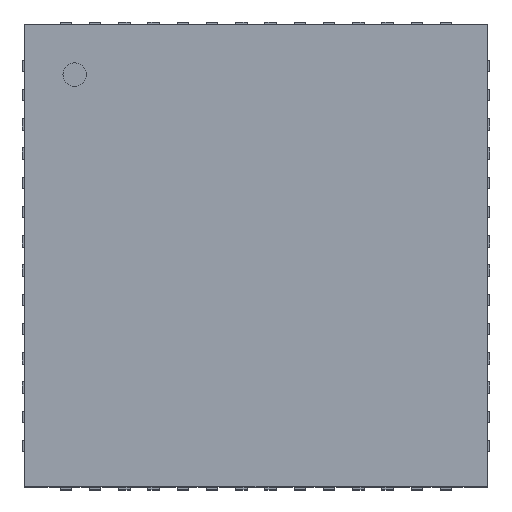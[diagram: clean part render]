
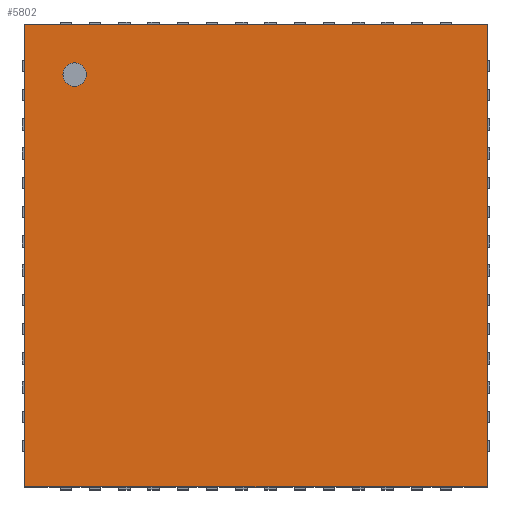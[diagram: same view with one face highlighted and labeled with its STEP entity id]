
A CAD part, top view. The second image highlights one B-rep face of the part: STEP entity #5802.
In plain terms, the highlighted planar face has unit normal (0, 0, 1).
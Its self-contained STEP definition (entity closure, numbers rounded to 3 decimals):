
#13=DIRECTION('',(0.,0.,1.));
#27=VECTOR('',#28,1.);
#28=DIRECTION('',(0.,-1.,0.));
#34=VECTOR('',#35,1.);
#35=DIRECTION('',(1.,0.,0.));
#1424=ORIENTED_EDGE('',*,*,#1425,.F.);
#1425=EDGE_CURVE('',#1426,#1428,#1430,.T.);
#1426=VERTEX_POINT('',#1427);
#1427=CARTESIAN_POINT('',(-3.95,3.95,1.1));
#1428=VERTEX_POINT('',#1429);
#1429=CARTESIAN_POINT('',(3.95,3.95,1.1));
#1430=LINE('',#1427,#34);
#1452=DIRECTION('',(0.,0.,-1.));
#1678=ORIENTED_EDGE('',*,*,#1679,.T.);
#1679=EDGE_CURVE('',#1426,#1680,#1682,.T.);
#1680=VERTEX_POINT('',#1681);
#1681=CARTESIAN_POINT('',(-3.95,-3.95,1.1));
#1682=LINE('',#1427,#27);
#3665=EDGE_CURVE('',#1428,#3666,#3668,.T.);
#3666=VERTEX_POINT('',#3667);
#3667=CARTESIAN_POINT('',(3.95,-3.95,1.1));
#3668=LINE('',#1429,#27);
#3896=EDGE_CURVE('',#1680,#3666,#3897,.T.);
#3897=LINE('',#1681,#34);
#5802=ADVANCED_FACE('',(#5803,#5807),#5816,.T.);
#5803=FACE_BOUND('',#5804,.T.);
#5804=EDGE_LOOP('',(#1424,#1678,#5805,#5806));
#5805=ORIENTED_EDGE('',*,*,#3896,.T.);
#5806=ORIENTED_EDGE('',*,*,#3665,.F.);
#5807=FACE_BOUND('',#5808,.T.);
#5808=EDGE_LOOP('',(#5809));
#5809=ORIENTED_EDGE('',*,*,#5810,.T.);
#5810=EDGE_CURVE('',#5811,#5811,#5813,.T.);
#5811=VERTEX_POINT('',#5812);
#5812=CARTESIAN_POINT('',(-3.1,2.9,1.1));
#5813=CIRCLE('',#5814,0.2);
#5814=AXIS2_PLACEMENT_3D('',#5815,#1452,#28);
#5815=CARTESIAN_POINT('',(-3.1,3.1,1.1));
#5816=PLANE('',#5817);
#5817=AXIS2_PLACEMENT_3D('',#1427,#13,#28);
